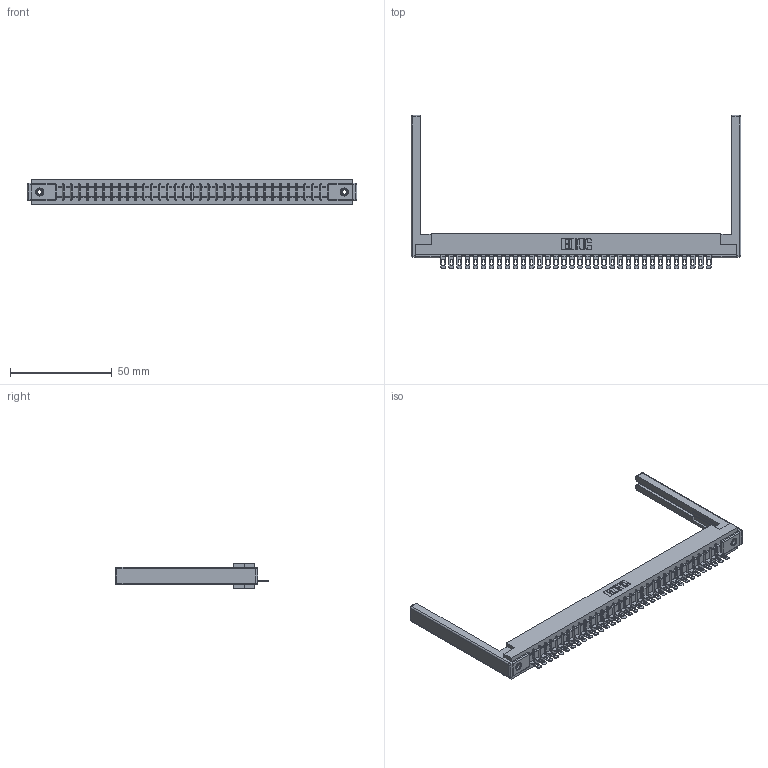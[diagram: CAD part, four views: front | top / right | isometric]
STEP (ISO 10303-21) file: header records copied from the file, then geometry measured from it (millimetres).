
FILE_DESCRIPTION (( 'STEP AP203' ), '1' );
FILE_NAME ('357-034-401-168.STEP', '2020-10-02T10:25:09', ( '' ), ( '' ), 'SwSTEP 2.0', 'SolidWorks 2020', '' );
FILE_SCHEMA (( 'CONFIG_CONTROL_DESIGN' ));
Length unit declared in the file: inch
Products named in the file (5): 307 Part_.156 Dia Mounting Holes; 307-290-002_501; 345-250-001_345-250-001-102; 357-034-401-168; 307-220-068
Assembly tree (39 placements, depth 2):
  357-034-401-168
    307 Part_.156 Dia Mounting Holes
    307-290-002_501  x34
    307-220-068  x2
    345-250-001_345-250-001-102  x2
Bounding box: 162.15 x 75.39 x 12.7 mm (x, y, z)
Volume: 21700.1 mm3; surface area: 25796.2 mm2
Topology: 39 solids, 39 shells, 2891 faces, 8805 edges, 5754 vertices
Faces by surface type: plane 1654, cylinder 1143, sphere 78, cone 12, torus 4
Entity records: 33687 total; most frequent: CARTESIAN_POINT 5645, ORIENTED_EDGE 5624, DIRECTION 5510, EDGE_CURVE 2812, VECTOR 2144, LINE 2144, VERTEX_POINT 1818, AXIS2_PLACEMENT_3D 1683
